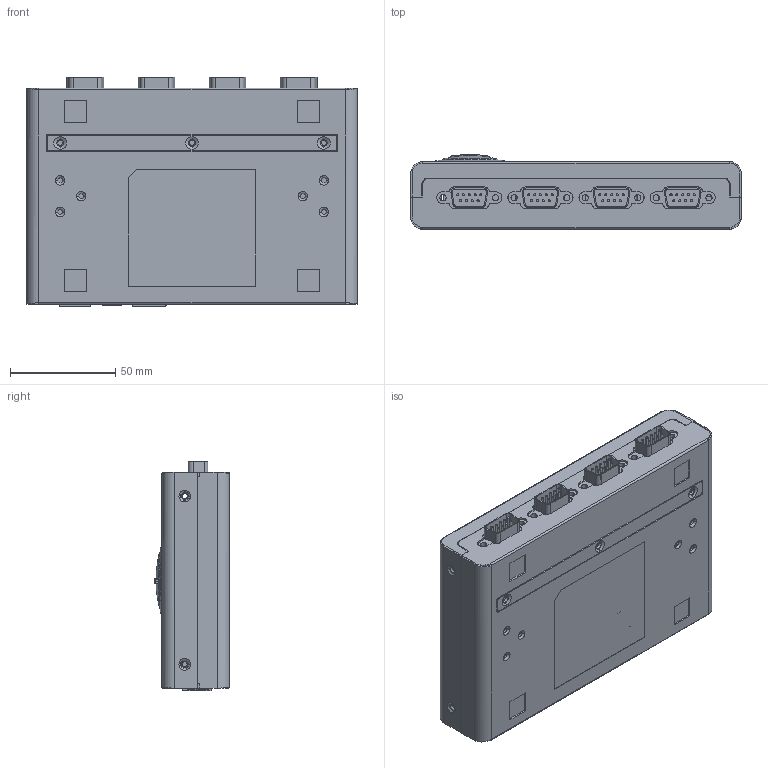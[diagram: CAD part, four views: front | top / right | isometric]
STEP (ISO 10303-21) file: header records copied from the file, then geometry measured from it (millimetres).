
FILE_DESCRIPTION((''),'2;1');
FILE_NAME('NPORT_5450I','2011-12-16T',('Vincent_Huang'),(''),'PRO/ENGINEER BY PARAMETRIC TECHNOLOGY CORPORATION, 2004320','PRO/ENGINEER BY PARAMETRIC TECHNOLOGY CORPORATION, 2004320','');
FILE_SCHEMA(('CONFIG_CONTROL_DESIGN'));
Products named in the file (1): NPORT_5450I
Bounding box: 157.26 x 35.5 x 109.04 mm (x, y, z)
Surface area: 173387.1 mm2 (no closed solid volume)
Topology: 0 solids, 46 shells, 2515 faces, 6237 edges, 4080 vertices
Faces by surface type: plane 1428, cylinder 897, torus 94, bspline 33, cone 26, sphere 21, extrusion 16
Entity records: 76819 total; most frequent: CARTESIAN_POINT 15044, DIRECTION 13240, ORIENTED_EDGE 12438, EDGE_CURVE 6219, AXIS2_PLACEMENT_3D 4688, VERTEX_POINT 4076, VECTOR 3864, LINE 3848
